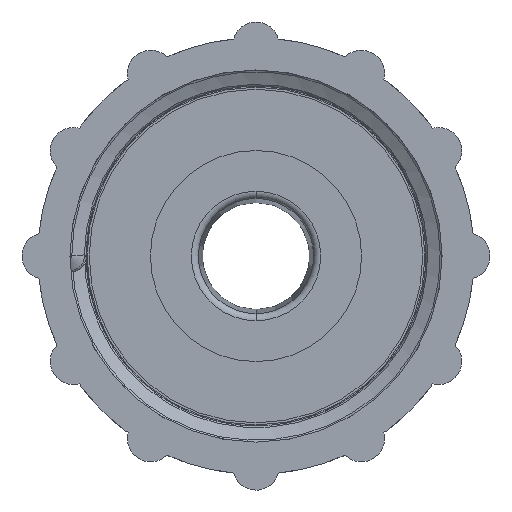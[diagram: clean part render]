
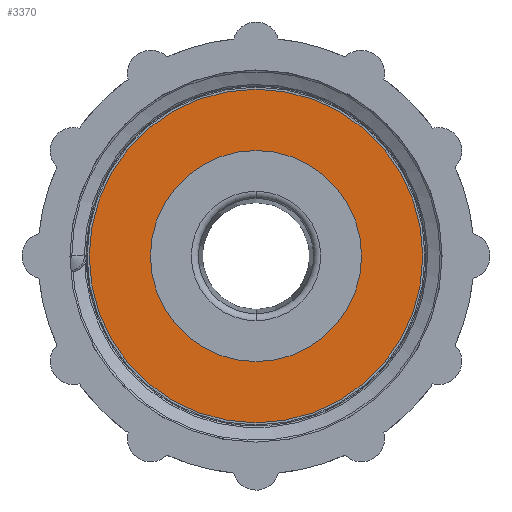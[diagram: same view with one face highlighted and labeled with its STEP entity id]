
A CAD part, left-side view. The second image highlights one B-rep face of the part: STEP entity #3370.
In plain terms, the highlighted planar face has unit normal (-1, 0, 0).
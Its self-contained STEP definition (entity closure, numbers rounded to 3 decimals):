
#177 = CARTESIAN_POINT ( 'NONE',  ( -1.15, 0., 0. ) ) ;
#178 = DIRECTION ( 'NONE',  ( -1., 0., 0. ) ) ;
#179 = DIRECTION ( 'NONE',  ( 0., 0., 1. ) ) ;
#192 = CARTESIAN_POINT ( 'NONE',  ( -1.15, 0., 0. ) ) ;
#193 = DIRECTION ( 'NONE',  ( -1., 0., 0. ) ) ;
#194 = DIRECTION ( 'NONE',  ( 0., 0., 1. ) ) ;
#196 = CARTESIAN_POINT ( 'NONE',  ( -1.15, 0., 0. ) ) ;
#197 = DIRECTION ( 'NONE',  ( -1., 0., 0. ) ) ;
#198 = DIRECTION ( 'NONE',  ( 0., 0., 1. ) ) ;
#199 = CARTESIAN_POINT ( 'NONE',  ( -1.15, 0., 0. ) ) ;
#200 = DIRECTION ( 'NONE',  ( -1., 0., 0. ) ) ;
#201 = DIRECTION ( 'NONE',  ( 0., 0., 1. ) ) ;
#2512 = CARTESIAN_POINT ( 'NONE',  ( -1.15, 0., 11.85 ) ) ;
#2513 = CARTESIAN_POINT ( 'NONE',  ( -1.15, 0., -11.85 ) ) ;
#2516 = CARTESIAN_POINT ( 'NONE',  ( -1.15, 0., 7.5 ) ) ;
#2529 = CARTESIAN_POINT ( 'NONE',  ( -1.15, 0., -7.5 ) ) ;
#3370 = ADVANCED_FACE ( 'NONE', ( #4958, #4961 ), #4963, .F. ) ;
#3450 = EDGE_CURVE ( 'NONE', #5212, #5210, #4861, .T. ) ;
#3455 = EDGE_CURVE ( 'NONE', #5225, #5211, #4895, .T. ) ;
#3457 = EDGE_CURVE ( 'NONE', #5211, #5225, #4899, .T. ) ;
#3458 = EDGE_CURVE ( 'NONE', #5210, #5212, #4907, .T. ) ;
#4632 = AXIS2_PLACEMENT_3D ( 'NONE', #4952, #4966, #4968 ) ;
#4861 = CIRCLE ( 'NONE', #4889, 11.85 ) ;
#4889 = AXIS2_PLACEMENT_3D ( 'NONE', #177, #178, #179 ) ;
#4895 = CIRCLE ( 'NONE', #4903, 7.5 ) ;
#4899 = CIRCLE ( 'NONE', #4909, 7.5 ) ;
#4903 = AXIS2_PLACEMENT_3D ( 'NONE', #192, #193, #194 ) ;
#4907 = CIRCLE ( 'NONE', #4912, 11.85 ) ;
#4909 = AXIS2_PLACEMENT_3D ( 'NONE', #196, #197, #198 ) ;
#4912 = AXIS2_PLACEMENT_3D ( 'NONE', #199, #200, #201 ) ;
#4952 = CARTESIAN_POINT ( 'NONE',  ( -1.15, 0., -11.85 ) ) ;
#4958 = FACE_BOUND ( 'NONE', #8482, .T. ) ;
#4961 = FACE_OUTER_BOUND ( 'NONE', #8486, .T. ) ;
#4963 = PLANE ( 'NONE',  #4632 ) ;
#4966 = DIRECTION ( 'NONE',  ( 1., 0., 0. ) ) ;
#4968 = DIRECTION ( 'NONE',  ( 0., 0., -1. ) ) ;
#5210 = VERTEX_POINT ( 'NONE', #2513 ) ;
#5211 = VERTEX_POINT ( 'NONE', #2516 ) ;
#5212 = VERTEX_POINT ( 'NONE', #2512 ) ;
#5225 = VERTEX_POINT ( 'NONE', #2529 ) ;
#5261 = ORIENTED_EDGE ( 'NONE', *, *, #3458, .T. ) ;
#5270 = ORIENTED_EDGE ( 'NONE', *, *, #3455, .F. ) ;
#5271 = ORIENTED_EDGE ( 'NONE', *, *, #3457, .F. ) ;
#5272 = ORIENTED_EDGE ( 'NONE', *, *, #3450, .T. ) ;
#8482 = EDGE_LOOP ( 'NONE', ( #5271, #5270 ) ) ;
#8486 = EDGE_LOOP ( 'NONE', ( #5272, #5261 ) ) ;
